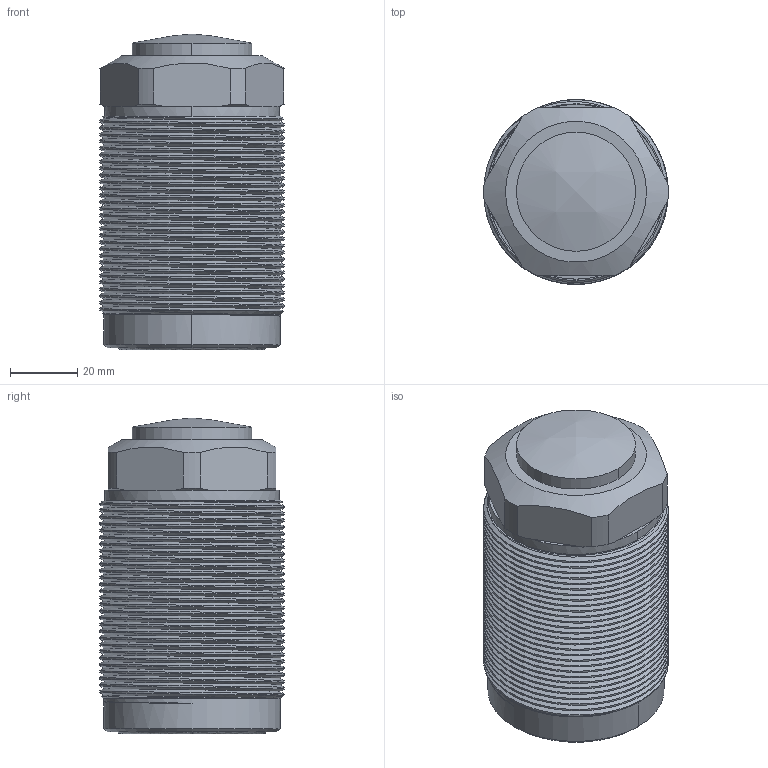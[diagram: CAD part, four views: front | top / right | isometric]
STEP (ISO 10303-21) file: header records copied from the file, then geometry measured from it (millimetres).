
FILE_DESCRIPTION (( 'STEP AP214' ), '1' );
FILE_NAME ('CTC-P055R-32.STEP', '2020-11-11T11:51:59', ( 'PC' ), ( '' ), 'SwSTEP 2.0', 'SolidWorks 2016', '' );
FILE_SCHEMA (( 'AUTOMOTIVE_DESIGN' ));
Length unit declared in the file: millimetre
Products named in the file (3): AS568-129; CTC-P055R-32
Assembly tree (2 placements, depth 2):
  CTC-P055R-32
    AS568-129
    CTC-P055R-32
Bounding box: 55 x 55 x 94.11 mm (x, y, z)
Volume: 196681.3 mm3; surface area: 28272.4 mm2
Topology: 2 solids, 2 shells, 123 faces, 331 edges, 215 vertices
Faces by surface type: cylinder 76, plane 25, cone 14, bspline 8
Entity records: 8624 total; most frequent: CARTESIAN_POINT 5828, ORIENTED_EDGE 662, DIRECTION 486, EDGE_CURVE 331, VERTEX_POINT 215, AXIS2_PLACEMENT_3D 189, EDGE_LOOP 128, FACE_OUTER_BOUND 123
